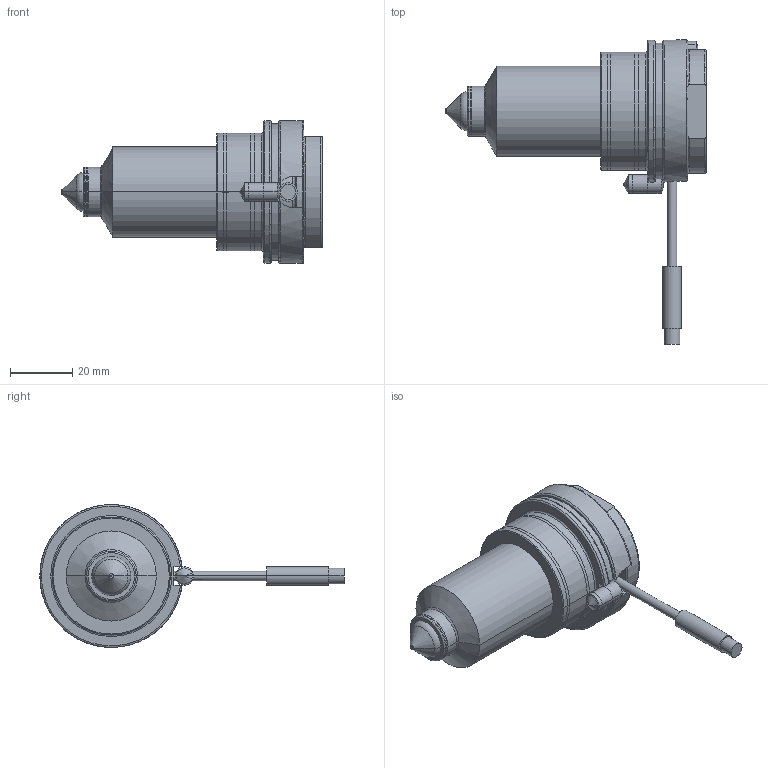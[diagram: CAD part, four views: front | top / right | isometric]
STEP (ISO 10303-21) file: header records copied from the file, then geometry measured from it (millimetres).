
FILE_DESCRIPTION (( 'STEP AP203' ), '1' );
FILE_NAME ('29x065 - dysza - 29065-00.STEP', '2017-05-30T12:39:45', ( '' ), ( '' ), 'SwSTEP 2.0', 'SolidWorks 2016', '' );
FILE_SCHEMA (( 'CONFIG_CONTROL_DESIGN' ));
Length unit declared in the file: millimetre
Products named in the file (3): 29x065 - korpus - 40061-02; 29x065 - komora 29x065_Komora Standard; 29x065 - dysza - 29065-00
Assembly tree (2 placements, depth 2):
  29x065 - dysza - 29065-00
    29x065 - korpus - 40061-02
    29x065 - komora 29x065_Komora Standard
Bounding box: 84 x 98 x 45.99 mm (x, y, z)
Volume: 90375.3 mm3; surface area: 30753 mm2
Topology: 5 solids, 9 shells, 301 faces, 686 edges, 401 vertices
Faces by surface type: cylinder 104, torus 69, cone 57, plane 48, bspline 13, sphere 10
Entity records: 14308 total; most frequent: CARTESIAN_POINT 7282, DIRECTION 1502, ORIENTED_EDGE 1360, EDGE_CURVE 680, AXIS2_PLACEMENT_3D 646, VERTEX_POINT 401, CIRCLE 353, EDGE_LOOP 323
